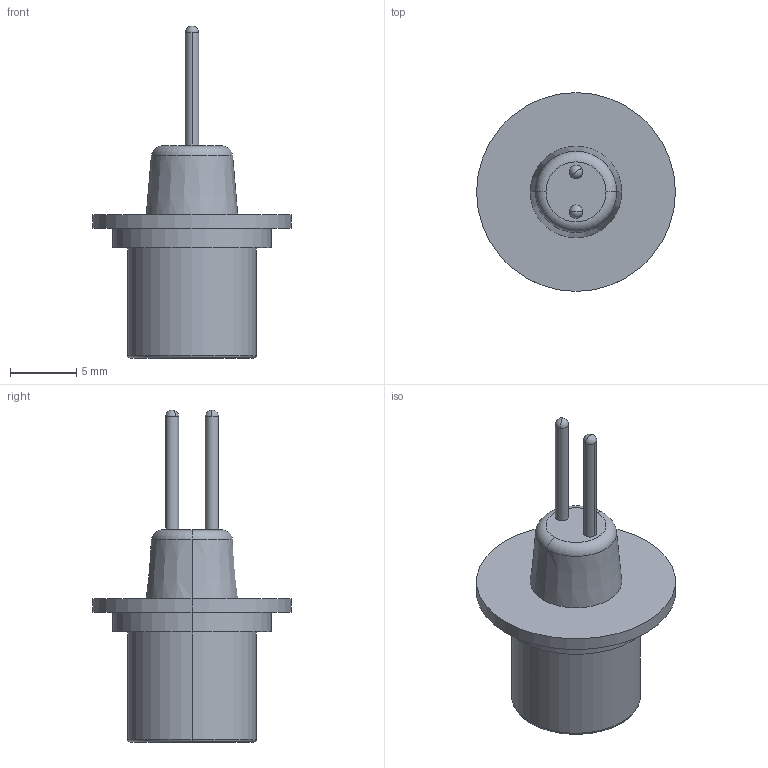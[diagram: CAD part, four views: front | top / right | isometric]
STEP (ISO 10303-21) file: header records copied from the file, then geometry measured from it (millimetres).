
FILE_DESCRIPTION((''),'2;1');
FILE_NAME('20_B002_ASM','2021-04-12T16:31:17',('wangjunfeng'),(''),'CREO PARAMETRIC BY PTC INC, 2018050','CREO PARAMETRIC BY PTC INC, 2018050','');
FILE_SCHEMA(('CONFIG_CONTROL_DESIGN'));
Length unit declared in the file: millimetre
Products named in the file (4): RW_403_A009_RW403A009; 10_F001_20B015; 20_B002_1_ASM; 20_B002_ASM
Assembly tree (4 placements, depth 3):
  20_B002_ASM
    20_B002_1_ASM
      RW_403_A009_RW403A009  x2
      10_F001_20B015
Bounding box: 15 x 15 x 25.05 mm (x, y, z)
Volume: 935.9 mm3; surface area: 1176.7 mm2
Topology: 3 solids, 3 shells, 54 faces, 127 edges, 79 vertices
Faces by surface type: cylinder 26, plane 12, sphere 8, cone 4, torus 4
Entity records: 1340 total; most frequent: DIRECTION 253, CARTESIAN_POINT 228, ORIENTED_EDGE 186, AXIS2_PLACEMENT_3D 113, EDGE_CURVE 93, VERTEX_POINT 61, CIRCLE 60, EDGE_LOOP 52
